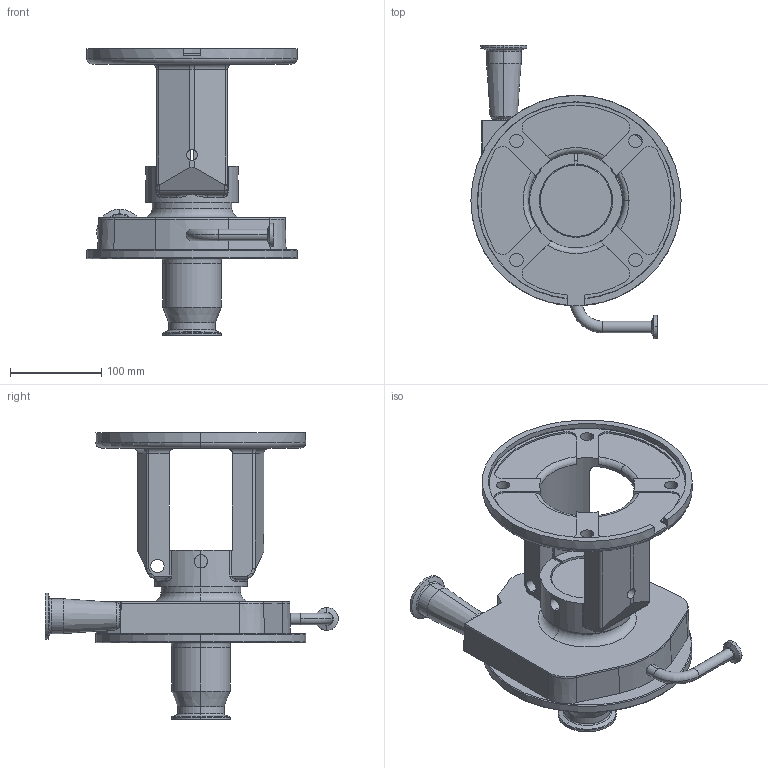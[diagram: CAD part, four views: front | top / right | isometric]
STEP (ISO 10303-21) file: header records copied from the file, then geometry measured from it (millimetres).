
FILE_DESCRIPTION (( 'STEP AP214' ), '1' );
FILE_NAME ('FPR 721-722-731 180-210TC VERT 1-2 IN ELBOW LEFT DRAIN.STEP', '2023-01-10T17:28:13', ( '' ), ( '' ), 'SwSTEP 2.0', 'SolidWorks 2021', '' );
FILE_SCHEMA (( 'AUTOMOTIVE_DESIGN' ));
Length unit declared in the file: millimetre
Products named in the file (1): FPR 721-722-731 180-210TC VERT 1-2 IN ELBOW LEFT DRAIN
Bounding box: 230 x 320.7 x 314 mm (x, y, z)
Volume: 2351572.6 mm3; surface area: 404872.9 mm2
Topology: 1 solids, 1 shells, 344 faces, 879 edges, 531 vertices
Faces by surface type: cylinder 127, torus 82, plane 73, cone 52, bspline 10
Entity records: 12277 total; most frequent: CARTESIAN_POINT 3832, DIRECTION 1882, ORIENTED_EDGE 1746, EDGE_CURVE 873, AXIS2_PLACEMENT_3D 782, VERTEX_POINT 531, CIRCLE 447, EDGE_LOOP 372
